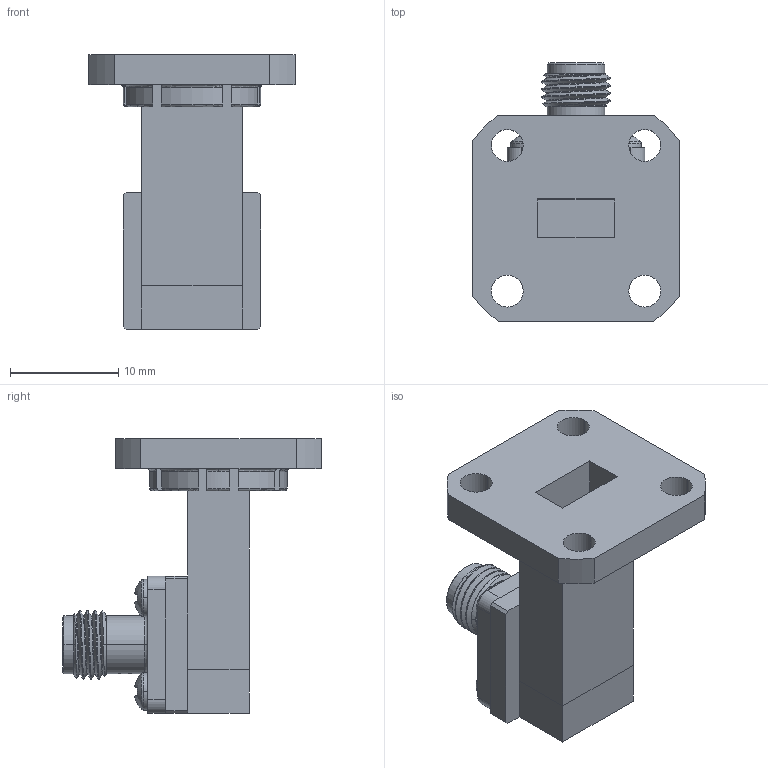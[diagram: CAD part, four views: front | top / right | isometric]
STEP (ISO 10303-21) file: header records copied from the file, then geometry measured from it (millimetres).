
FILE_DESCRIPTION (( 'STEP AP203' ), '1' );
FILE_NAME ('PEWCA1000 ¦ FMWCA1000.step', '2019-02-15T15:53:19', ( '' ), ( '' ), 'SwSTEP 2.0', 'SolidWorks 2017', '' );
FILE_SCHEMA (( 'CONFIG_CONTROL_DESIGN' ));
Length unit declared in the file: inch
Products named in the file (1): PEWCA1000 ｦ FMWCA1000
Bounding box: 19.05 x 23.93 x 25.4 mm (x, y, z)
Volume: 2334.1 mm3; surface area: 2997.5 mm2
Topology: 1 solids, 6 shells, 339 faces, 913 edges, 599 vertices
Faces by surface type: plane 154, cylinder 102, cone 32, bspline 31, torus 20
Entity records: 17008 total; most frequent: CARTESIAN_POINT 8917, ORIENTED_EDGE 1826, DIRECTION 1500, EDGE_CURVE 913, VERTEX_POINT 599, AXIS2_PLACEMENT_3D 551, LINE 398, VECTOR 398
